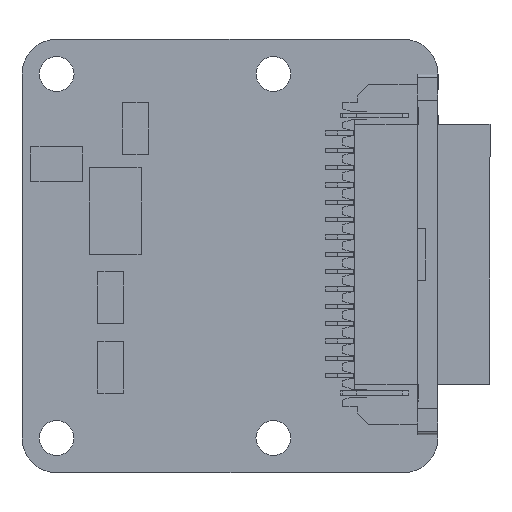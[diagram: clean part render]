
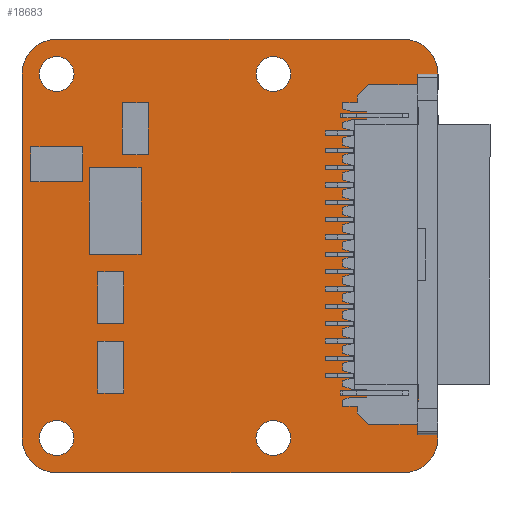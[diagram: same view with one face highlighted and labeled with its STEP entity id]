
A CAD part, left-side view. The second image highlights one B-rep face of the part: STEP entity #18683.
In plain terms, the highlighted planar face has unit normal (-1, 0, 0).
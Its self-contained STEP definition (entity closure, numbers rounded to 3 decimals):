
#86=FACE_BOUND('',#1099,.T.);
#87=FACE_BOUND('',#1100,.T.);
#88=FACE_BOUND('',#1101,.T.);
#89=FACE_BOUND('',#1102,.T.);
#135=FACE_OUTER_BOUND('',#1098,.T.);
#1098=EDGE_LOOP('',(#12148,#12149,#12150,#12151,#12152,#12153,#12154,#12155));
#1099=EDGE_LOOP('',(#12156));
#1100=EDGE_LOOP('',(#12157));
#1101=EDGE_LOOP('',(#12158));
#1102=EDGE_LOOP('',(#12159));
#2110=LINE('',#25677,#4808);
#2111=LINE('',#25681,#4809);
#2112=LINE('',#25685,#4810);
#2113=LINE('',#25688,#4811);
#4808=VECTOR('',#20880,10.);
#4809=VECTOR('',#20883,10.);
#4810=VECTOR('',#20886,10.);
#4811=VECTOR('',#20889,10.);
#7506=CIRCLE('',#19825,2.);
#7507=CIRCLE('',#19826,2.);
#7508=CIRCLE('',#19827,2.);
#7509=CIRCLE('',#19828,2.);
#7510=CIRCLE('',#19829,1.);
#7511=CIRCLE('',#19830,1.);
#7512=CIRCLE('',#19831,1.);
#7513=CIRCLE('',#19832,1.);
#7584=VERTEX_POINT('',#25673);
#7585=VERTEX_POINT('',#25674);
#7586=VERTEX_POINT('',#25676);
#7587=VERTEX_POINT('',#25678);
#7588=VERTEX_POINT('',#25680);
#7589=VERTEX_POINT('',#25682);
#7590=VERTEX_POINT('',#25684);
#7591=VERTEX_POINT('',#25686);
#7592=VERTEX_POINT('',#25689);
#7593=VERTEX_POINT('',#25691);
#7594=VERTEX_POINT('',#25693);
#7595=VERTEX_POINT('',#25695);
#9364=EDGE_CURVE('',#7584,#7585,#7506,.T.);
#9365=EDGE_CURVE('',#7586,#7584,#2110,.T.);
#9366=EDGE_CURVE('',#7587,#7586,#7507,.T.);
#9367=EDGE_CURVE('',#7588,#7587,#2111,.T.);
#9368=EDGE_CURVE('',#7589,#7588,#7508,.T.);
#9369=EDGE_CURVE('',#7590,#7589,#2112,.T.);
#9370=EDGE_CURVE('',#7591,#7590,#7509,.T.);
#9371=EDGE_CURVE('',#7585,#7591,#2113,.T.);
#9372=EDGE_CURVE('',#7592,#7592,#7510,.T.);
#9373=EDGE_CURVE('',#7593,#7593,#7511,.T.);
#9374=EDGE_CURVE('',#7594,#7594,#7512,.T.);
#9375=EDGE_CURVE('',#7595,#7595,#7513,.T.);
#12148=ORIENTED_EDGE('',*,*,#9364,.F.);
#12149=ORIENTED_EDGE('',*,*,#9365,.F.);
#12150=ORIENTED_EDGE('',*,*,#9366,.F.);
#12151=ORIENTED_EDGE('',*,*,#9367,.F.);
#12152=ORIENTED_EDGE('',*,*,#9368,.F.);
#12153=ORIENTED_EDGE('',*,*,#9369,.F.);
#12154=ORIENTED_EDGE('',*,*,#9370,.F.);
#12155=ORIENTED_EDGE('',*,*,#9371,.F.);
#12156=ORIENTED_EDGE('',*,*,#9372,.F.);
#12157=ORIENTED_EDGE('',*,*,#9373,.F.);
#12158=ORIENTED_EDGE('',*,*,#9374,.F.);
#12159=ORIENTED_EDGE('',*,*,#9375,.F.);
#17716=PLANE('',#19824);
#18683=ADVANCED_FACE('',(#135,#86,#87,#88,#89),#17716,.F.);
#19824=AXIS2_PLACEMENT_3D('',#25672,#20876,#20877);
#19825=AXIS2_PLACEMENT_3D('',#25675,#20878,#20879);
#19826=AXIS2_PLACEMENT_3D('',#25679,#20881,#20882);
#19827=AXIS2_PLACEMENT_3D('',#25683,#20884,#20885);
#19828=AXIS2_PLACEMENT_3D('',#25687,#20887,#20888);
#19829=AXIS2_PLACEMENT_3D('',#25690,#20890,#20891);
#19830=AXIS2_PLACEMENT_3D('',#25692,#20892,#20893);
#19831=AXIS2_PLACEMENT_3D('',#25694,#20894,#20895);
#19832=AXIS2_PLACEMENT_3D('',#25696,#20896,#20897);
#20876=DIRECTION('center_axis',(1.,0.,0.));
#20877=DIRECTION('ref_axis',(0.,0.,-1.));
#20878=DIRECTION('center_axis',(1.,0.,0.));
#20879=DIRECTION('ref_axis',(0.,0.,1.));
#20880=DIRECTION('',(0.,-1.,0.));
#20881=DIRECTION('center_axis',(1.,0.,0.));
#20882=DIRECTION('ref_axis',(0.,1.,0.));
#20883=DIRECTION('',(0.,0.,1.));
#20884=DIRECTION('center_axis',(1.,0.,0.));
#20885=DIRECTION('ref_axis',(0.,0.,-1.));
#20886=DIRECTION('',(0.,1.,0.));
#20887=DIRECTION('center_axis',(1.,0.,0.));
#20888=DIRECTION('ref_axis',(0.,-1.,0.));
#20889=DIRECTION('',(0.,0.,-1.));
#20890=DIRECTION('center_axis',(-1.,0.,0.));
#20891=DIRECTION('ref_axis',(0.,0.,-1.));
#20892=DIRECTION('center_axis',(-1.,0.,0.));
#20893=DIRECTION('ref_axis',(0.,0.,-1.));
#20894=DIRECTION('center_axis',(-1.,0.,0.));
#20895=DIRECTION('ref_axis',(0.,0.,-1.));
#20896=DIRECTION('center_axis',(-1.,0.,0.));
#20897=DIRECTION('ref_axis',(0.,0.,-1.));
#25672=CARTESIAN_POINT('Origin',(0.,0.,0.));
#25673=CARTESIAN_POINT('',(0.,-10.,12.5));
#25674=CARTESIAN_POINT('',(0.,-12.,10.5));
#25675=CARTESIAN_POINT('Origin',(0.,-10.,10.5));
#25676=CARTESIAN_POINT('',(0.,10.,12.5));
#25677=CARTESIAN_POINT('',(0.,10.,12.5));
#25678=CARTESIAN_POINT('',(0.,12.,10.5));
#25679=CARTESIAN_POINT('Origin',(0.,10.,10.5));
#25680=CARTESIAN_POINT('',(0.,12.,-10.5));
#25681=CARTESIAN_POINT('',(0.,12.,-10.5));
#25682=CARTESIAN_POINT('',(0.,10.,-12.5));
#25683=CARTESIAN_POINT('Origin',(0.,10.,-10.5));
#25684=CARTESIAN_POINT('',(0.,-10.,-12.5));
#25685=CARTESIAN_POINT('',(0.,-10.,-12.5));
#25686=CARTESIAN_POINT('',(0.,-12.,-10.5));
#25687=CARTESIAN_POINT('Origin',(0.,-10.,-10.5));
#25688=CARTESIAN_POINT('',(0.,-12.,10.5));
#25689=CARTESIAN_POINT('',(0.,10.,-9.5));
#25690=CARTESIAN_POINT('Origin',(0.,10.,-10.5));
#25691=CARTESIAN_POINT('',(0.,-2.5,-9.5));
#25692=CARTESIAN_POINT('Origin',(0.,-2.5,-10.5));
#25693=CARTESIAN_POINT('',(0.,-2.5,11.5));
#25694=CARTESIAN_POINT('Origin',(0.,-2.5,10.5));
#25695=CARTESIAN_POINT('',(0.,10.,11.5));
#25696=CARTESIAN_POINT('Origin',(0.,10.,10.5));
